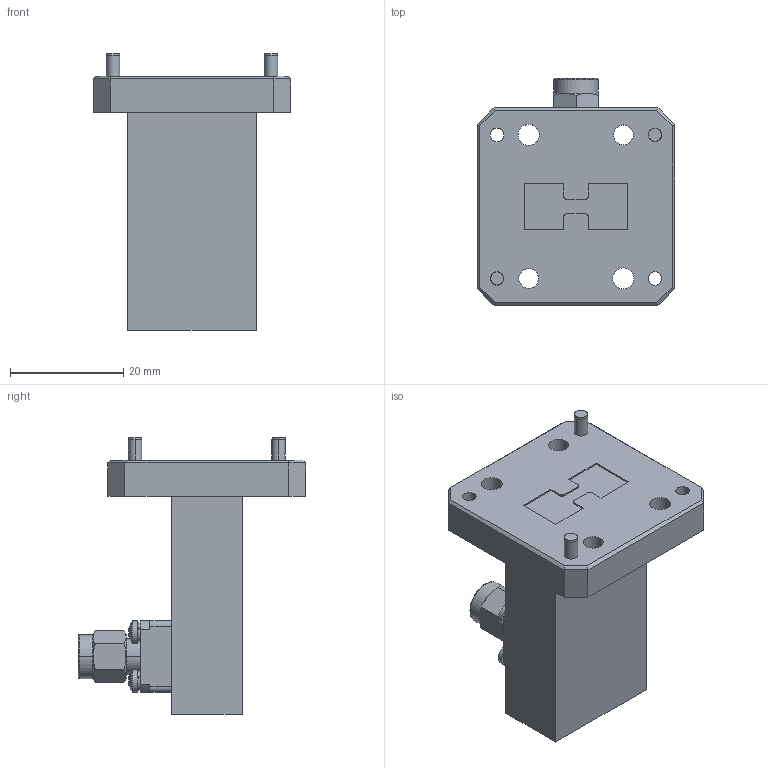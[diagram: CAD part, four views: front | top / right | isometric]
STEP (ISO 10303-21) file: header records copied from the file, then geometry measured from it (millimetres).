
FILE_DESCRIPTION (( 'STEP AP203' ), '1' );
FILE_NAME ('SWC-650SM-R3-WRD.STEP', '2022-04-19T19:18:10', ( '' ), ( '' ), 'SwSTEP 2.0', 'SolidWorks 2021', '' );
FILE_SCHEMA (( 'CONFIG_CONTROL_DESIGN' ));
Length unit declared in the file: inch
Products named in the file (1): SWC-650SM-R3-WRD
Bounding box: 35 x 40.25 x 49 mm (x, y, z)
Volume: 19690.4 mm3; surface area: 7630.6 mm2
Topology: 4 solids, 4 shells, 282 faces, 722 edges, 472 vertices
Faces by surface type: plane 134, cylinder 120, cone 18, sphere 8, torus 2
Entity records: 9013 total; most frequent: CARTESIAN_POINT 1937, DIRECTION 1522, ORIENTED_EDGE 1444, EDGE_CURVE 722, AXIS2_PLACEMENT_3D 597, VERTEX_POINT 472, EDGE_LOOP 332, LINE 328
